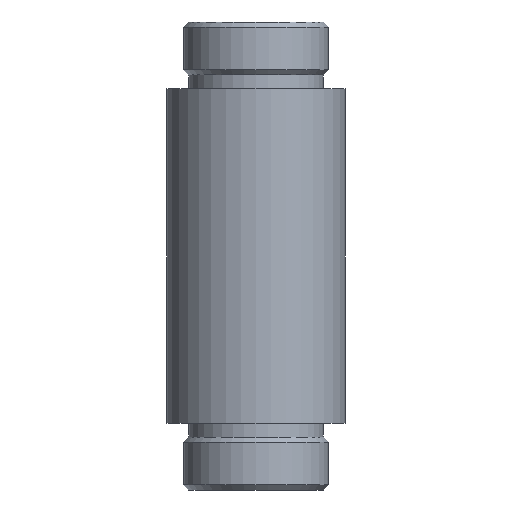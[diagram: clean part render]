
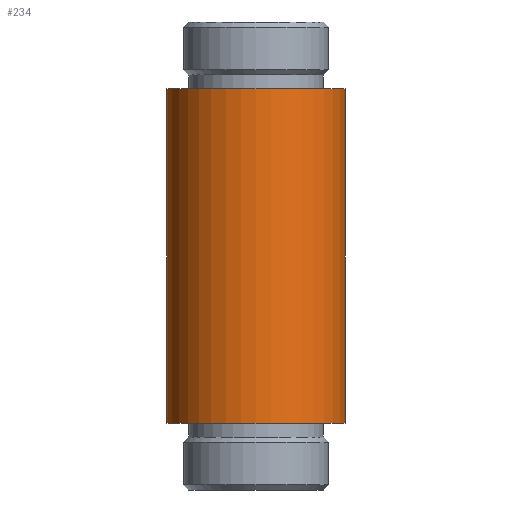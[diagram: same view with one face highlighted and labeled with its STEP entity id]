
A CAD part, front view. The second image highlights one B-rep face of the part: STEP entity #234.
In plain terms, the highlighted cylindrical face has radius 16 mm (diameter 32 mm), a full revolution.
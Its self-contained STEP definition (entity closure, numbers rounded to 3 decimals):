
#25=CYLINDRICAL_SURFACE('',#282,16.);
#62=ORIENTED_EDGE('',*,*,#89,.T.);
#63=ORIENTED_EDGE('',*,*,#88,.F.);
#88=EDGE_CURVE('',#108,#108,#128,.T.);
#89=EDGE_CURVE('',#109,#109,#129,.T.);
#108=VERTEX_POINT('',#419);
#109=VERTEX_POINT('',#422);
#128=CIRCLE('',#281,16.);
#129=CIRCLE('',#283,16.);
#162=EDGE_LOOP('',(#62));
#163=EDGE_LOOP('',(#63));
#202=FACE_BOUND('',#162,.T.);
#203=FACE_BOUND('',#163,.T.);
#234=ADVANCED_FACE('',(#202,#203),#25,.T.);
#281=AXIS2_PLACEMENT_3D('',#418,#351,#352);
#282=AXIS2_PLACEMENT_3D('',#420,#353,#354);
#283=AXIS2_PLACEMENT_3D('',#421,#355,#356);
#351=DIRECTION('',(0.,0.,-1.));
#352=DIRECTION('',(-1.,0.,0.));
#353=DIRECTION('',(0.,0.,-1.));
#354=DIRECTION('',(-1.,0.,0.));
#355=DIRECTION('',(0.,0.,-1.));
#356=DIRECTION('',(-1.,0.,0.));
#418=CARTESIAN_POINT('',(0.,0.,-64.5));
#419=CARTESIAN_POINT('',(-16.,0.,-64.5));
#420=CARTESIAN_POINT('',(0.,0.,-76.5));
#421=CARTESIAN_POINT('',(0.,0.,-4.5));
#422=CARTESIAN_POINT('',(-16.,0.,-4.5));
